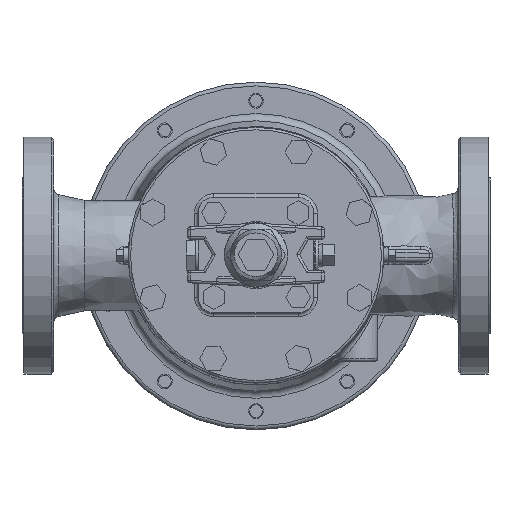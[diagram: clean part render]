
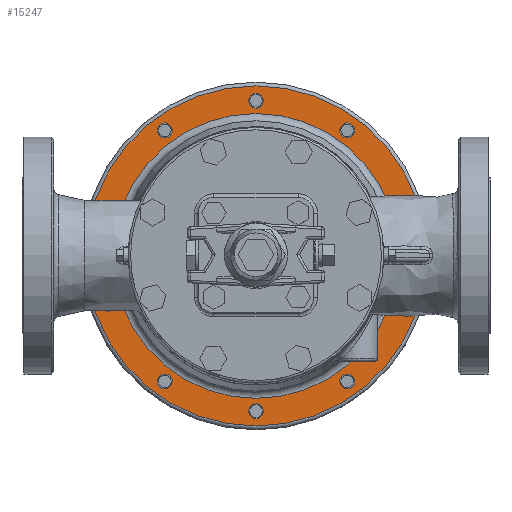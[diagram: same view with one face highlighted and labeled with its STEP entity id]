
A CAD part, top view. The second image highlights one B-rep face of the part: STEP entity #15247.
In plain terms, the highlighted planar face has unit normal (0, 0, 1).
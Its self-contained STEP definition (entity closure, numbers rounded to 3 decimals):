
#115=PLANE('',#16385);
#3242=FACE_BOUND('',#4785,.T.);
#3243=FACE_BOUND('',#4786,.T.);
#3244=FACE_BOUND('',#4787,.T.);
#3245=FACE_BOUND('',#4788,.T.);
#3246=FACE_BOUND('',#4789,.T.);
#3247=FACE_BOUND('',#4790,.T.);
#3248=FACE_BOUND('',#4791,.T.);
#3249=FACE_BOUND('',#4792,.T.);
#3250=FACE_BOUND('',#4793,.T.);
#3251=FACE_BOUND('',#4794,.T.);
#3252=FACE_BOUND('',#4795,.T.);
#3682=FACE_OUTER_BOUND('',#4784,.T.);
#4784=EDGE_LOOP('',(#11121));
#4785=EDGE_LOOP('',(#11122));
#4786=EDGE_LOOP('',(#11123));
#4787=EDGE_LOOP('',(#11124));
#4788=EDGE_LOOP('',(#11125));
#4789=EDGE_LOOP('',(#11126));
#4790=EDGE_LOOP('',(#11127));
#4791=EDGE_LOOP('',(#11128));
#4792=EDGE_LOOP('',(#11129));
#4793=EDGE_LOOP('',(#11130));
#4794=EDGE_LOOP('',(#11131));
#4795=EDGE_LOOP('',(#11132));
#6331=CIRCLE('',#16284,5.053);
#6333=CIRCLE('',#16287,5.053);
#6335=CIRCLE('',#16290,5.053);
#6337=CIRCLE('',#16293,5.053);
#6339=CIRCLE('',#16296,5.053);
#6341=CIRCLE('',#16299,5.053);
#6343=CIRCLE('',#16302,5.053);
#6345=CIRCLE('',#16305,5.053);
#6347=CIRCLE('',#16308,5.053);
#6349=CIRCLE('',#16311,5.053);
#6392=CIRCLE('',#16384,137.);
#6393=CIRCLE('',#16386,114.73);
#7113=VERTEX_POINT('',#24325);
#7115=VERTEX_POINT('',#24330);
#7117=VERTEX_POINT('',#24335);
#7119=VERTEX_POINT('',#24340);
#7121=VERTEX_POINT('',#24345);
#7123=VERTEX_POINT('',#24350);
#7125=VERTEX_POINT('',#24355);
#7127=VERTEX_POINT('',#24360);
#7129=VERTEX_POINT('',#24365);
#7131=VERTEX_POINT('',#24370);
#7207=VERTEX_POINT('',#26178);
#7208=VERTEX_POINT('',#26181);
#8588=EDGE_CURVE('',#7113,#7113,#6331,.T.);
#8590=EDGE_CURVE('',#7115,#7115,#6333,.T.);
#8592=EDGE_CURVE('',#7117,#7117,#6335,.T.);
#8594=EDGE_CURVE('',#7119,#7119,#6337,.T.);
#8596=EDGE_CURVE('',#7121,#7121,#6339,.T.);
#8598=EDGE_CURVE('',#7123,#7123,#6341,.T.);
#8600=EDGE_CURVE('',#7125,#7125,#6343,.T.);
#8602=EDGE_CURVE('',#7127,#7127,#6345,.T.);
#8604=EDGE_CURVE('',#7129,#7129,#6347,.T.);
#8606=EDGE_CURVE('',#7131,#7131,#6349,.T.);
#8724=EDGE_CURVE('',#7207,#7207,#6392,.T.);
#8725=EDGE_CURVE('',#7208,#7208,#6393,.T.);
#11121=ORIENTED_EDGE('',*,*,#8724,.F.);
#11122=ORIENTED_EDGE('',*,*,#8588,.T.);
#11123=ORIENTED_EDGE('',*,*,#8590,.T.);
#11124=ORIENTED_EDGE('',*,*,#8592,.T.);
#11125=ORIENTED_EDGE('',*,*,#8594,.T.);
#11126=ORIENTED_EDGE('',*,*,#8596,.T.);
#11127=ORIENTED_EDGE('',*,*,#8598,.T.);
#11128=ORIENTED_EDGE('',*,*,#8600,.T.);
#11129=ORIENTED_EDGE('',*,*,#8602,.T.);
#11130=ORIENTED_EDGE('',*,*,#8604,.T.);
#11131=ORIENTED_EDGE('',*,*,#8606,.T.);
#11132=ORIENTED_EDGE('',*,*,#8725,.F.);
#15247=ADVANCED_FACE('',(#3682,#3242,#3243,#3244,#3245,#3246,#3247,#3248,
#3249,#3250,#3251,#3252),#115,.T.);
#16284=AXIS2_PLACEMENT_3D('',#24326,#18079,#18080);
#16287=AXIS2_PLACEMENT_3D('',#24331,#18085,#18086);
#16290=AXIS2_PLACEMENT_3D('',#24336,#18091,#18092);
#16293=AXIS2_PLACEMENT_3D('',#24341,#18097,#18098);
#16296=AXIS2_PLACEMENT_3D('',#24346,#18103,#18104);
#16299=AXIS2_PLACEMENT_3D('',#24351,#18109,#18110);
#16302=AXIS2_PLACEMENT_3D('',#24356,#18115,#18116);
#16305=AXIS2_PLACEMENT_3D('',#24361,#18121,#18122);
#16308=AXIS2_PLACEMENT_3D('',#24366,#18127,#18128);
#16311=AXIS2_PLACEMENT_3D('',#24371,#18133,#18134);
#16384=AXIS2_PLACEMENT_3D('',#26179,#18291,#18292);
#16385=AXIS2_PLACEMENT_3D('',#26180,#18293,#18294);
#16386=AXIS2_PLACEMENT_3D('',#26182,#18295,#18296);
#18079=DIRECTION('center_axis',(0.,0.,-1.));
#18080=DIRECTION('ref_axis',(-0.809,0.588,0.));
#18085=DIRECTION('center_axis',(0.,0.,-1.));
#18086=DIRECTION('ref_axis',(-0.309,0.951,0.));
#18091=DIRECTION('center_axis',(0.,0.,-1.));
#18092=DIRECTION('ref_axis',(0.309,0.951,0.));
#18097=DIRECTION('center_axis',(0.,0.,-1.));
#18098=DIRECTION('ref_axis',(0.809,0.588,0.));
#18103=DIRECTION('center_axis',(0.,0.,-1.));
#18104=DIRECTION('ref_axis',(1.,0.,0.));
#18109=DIRECTION('center_axis',(0.,0.,-1.));
#18110=DIRECTION('ref_axis',(0.809,-0.588,0.));
#18115=DIRECTION('center_axis',(0.,0.,-1.));
#18116=DIRECTION('ref_axis',(0.309,-0.951,0.));
#18121=DIRECTION('center_axis',(0.,0.,-1.));
#18122=DIRECTION('ref_axis',(-0.309,-0.951,0.));
#18127=DIRECTION('center_axis',(0.,0.,-1.));
#18128=DIRECTION('ref_axis',(-0.809,-0.588,0.));
#18133=DIRECTION('center_axis',(0.,0.,-1.));
#18134=DIRECTION('ref_axis',(-1.,0.,0.));
#18291=DIRECTION('center_axis',(0.,0.,-1.));
#18292=DIRECTION('ref_axis',(-1.,0.,0.));
#18293=DIRECTION('center_axis',(0.,0.,1.));
#18294=DIRECTION('ref_axis',(1.,0.,0.));
#18295=DIRECTION('center_axis',(0.,0.,1.));
#18296=DIRECTION('ref_axis',(-1.,0.,0.));
#24325=CARTESIAN_POINT('',(77.561,98.157,30.));
#24326=CARTESIAN_POINT('Origin',(73.473,101.127,30.));
#24330=CARTESIAN_POINT('',(120.444,33.821,30.));
#24331=CARTESIAN_POINT('Origin',(118.882,38.627,30.));
#24335=CARTESIAN_POINT('',(117.321,-43.433,30.));
#24336=CARTESIAN_POINT('Origin',(118.882,-38.627,30.));
#24340=CARTESIAN_POINT('',(69.385,-104.097,30.));
#24341=CARTESIAN_POINT('Origin',(73.473,-101.127,30.));
#24345=CARTESIAN_POINT('',(-5.053,-125.,30.));
#24346=CARTESIAN_POINT('Origin',(0.,-125.,30.));
#24350=CARTESIAN_POINT('',(-77.561,-98.157,30.));
#24351=CARTESIAN_POINT('Origin',(-73.473,-101.127,30.));
#24355=CARTESIAN_POINT('',(-120.444,-33.821,30.));
#24356=CARTESIAN_POINT('Origin',(-118.882,-38.627,30.));
#24360=CARTESIAN_POINT('',(-117.321,43.433,30.));
#24361=CARTESIAN_POINT('Origin',(-118.882,38.627,30.));
#24365=CARTESIAN_POINT('',(-69.385,104.097,30.));
#24366=CARTESIAN_POINT('Origin',(-73.473,101.127,30.));
#24370=CARTESIAN_POINT('',(5.053,125.,30.));
#24371=CARTESIAN_POINT('Origin',(0.,125.,30.));
#26178=CARTESIAN_POINT('',(137.,0.,30.));
#26179=CARTESIAN_POINT('Origin',(0.,0.,30.));
#26180=CARTESIAN_POINT('Origin',(0.,0.,
30.));
#26181=CARTESIAN_POINT('',(114.73,0.,30.));
#26182=CARTESIAN_POINT('Origin',(0.,0.,30.));
